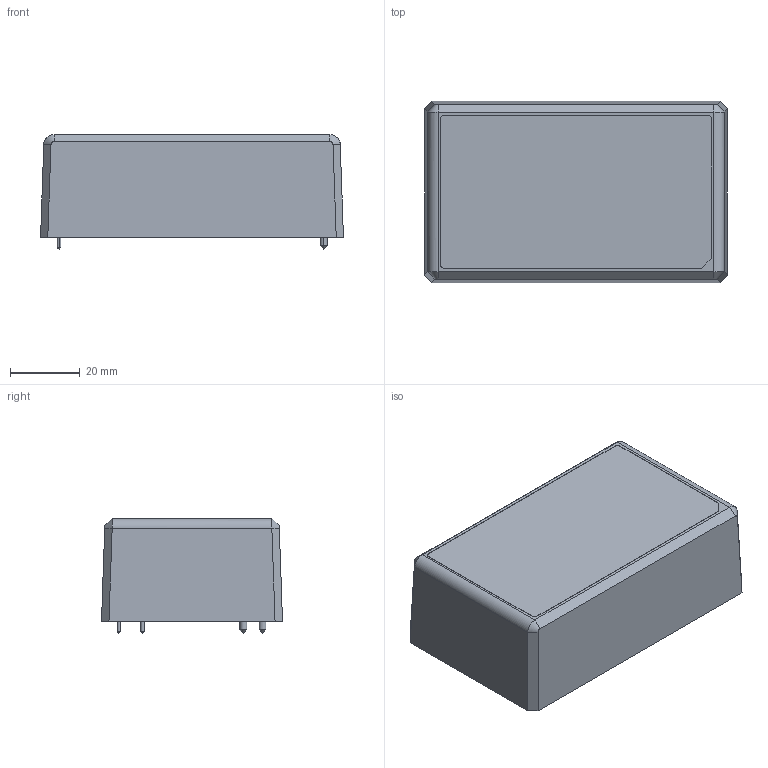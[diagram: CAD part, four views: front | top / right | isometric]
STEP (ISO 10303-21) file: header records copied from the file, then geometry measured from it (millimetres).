
FILE_DESCRIPTION(('FreeCAD Model'),'2;1');
FILE_NAME( 'IRM-45_sp.step', '2018-05-21T13:44:13',('kicad StepUp'),('ksu MCAD'), 'Open CASCADE STEP processor 6.8','FreeCAD','Unknown');
FILE_SCHEMA(('AUTOMOTIVE_DESIGN_CC2 { 1 2 10303 214 -1 1 5 4 }'));
Length unit declared in the file: millimetre
Products named in the file (1): IRM-45_sp
Bounding box: 87 x 52 x 33 mm (x, y, z)
Volume: 128171.1 mm3; surface area: 16721.4 mm2
Topology: 1 solids, 1 shells, 77 faces, 200 edges, 124 vertices
Faces by surface type: plane 36, cylinder 29, cone 8, bspline 4
Entity records: 3024 total; most frequent: CARTESIAN_POINT 626, ORIENTED_EDGE 384, DIRECTION 378, EDGE_CURVE 192, AXIS2_PLACEMENT_3D 128, VERTEX_POINT 124, LINE 122, VECTOR 122
